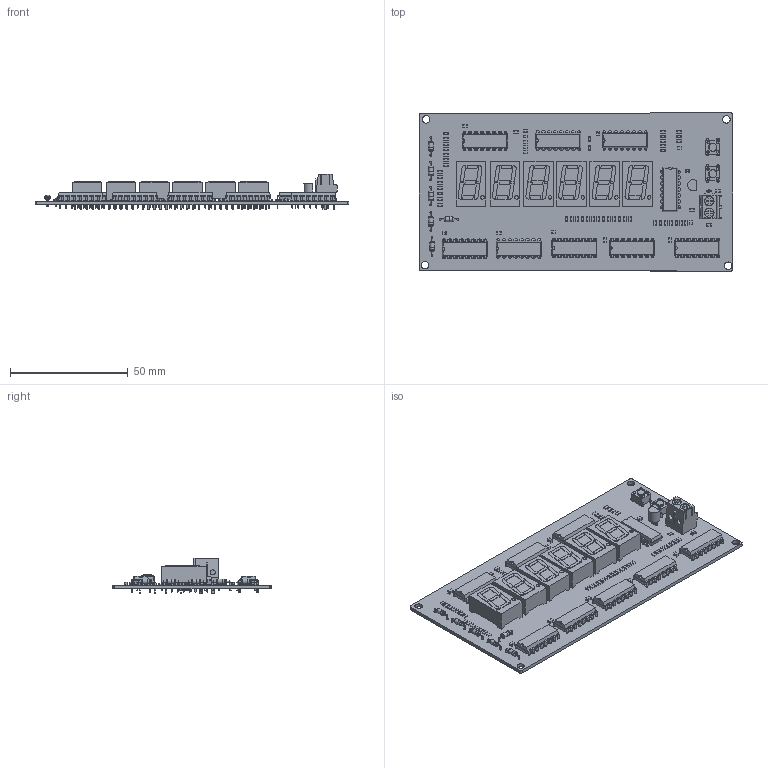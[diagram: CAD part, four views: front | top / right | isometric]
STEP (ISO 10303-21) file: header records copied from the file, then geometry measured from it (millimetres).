
FILE_DESCRIPTION(('KiCad electronic assembly'),'2;1');
FILE_NAME('v1.step','2025-11-27T23:58:36',('Pcbnew'),('Kicad'), 'Open CASCADE STEP processor 7.8','KiCad to STEP converter','Unknown' );
FILE_SCHEMA(('AUTOMOTIVE_DESIGN { 1 0 10303 214 1 1 1 1 }'));
Length unit declared in the file: millimetre
Products named in the file (13): v1 1; R_0805_2012Metric; DIP-16_W7.62mm; D_DO-35_SOD27_P7.62mm_Horizontal; C_0805_2012Metric; 7SegmentLED_LTS6760_LTS6780; TerminalBlock_Phoenix_PT-1,5-2-5.0-H_1x02_P5.00mm_Horizontal; TO-92_Inline; DIP-14_W7.62mm; SW_PUSH_6mm; Crystal_DS10_D1.0mm_L4.3mm_Vertical; LED_0805_2012Metric; v1_PCB
Assembly tree (90 placements, depth 2):
  v1 1
    R_0805_2012Metric  x52
    DIP-16_W7.62mm  x8
    D_DO-35_SOD27_P7.62mm_Horizontal  x6
    C_0805_2012Metric  x10
    7SegmentLED_LTS6760_LTS6780  x6
    TerminalBlock_Phoenix_PT-1,5-2-5.0-H_1x02_P5.00mm_Horizontal
    TO-92_Inline
    DIP-14_W7.62mm
    SW_PUSH_6mm  x2
    Crystal_DS10_D1.0mm_L4.3mm_Vertical
    LED_0805_2012Metric
    v1_PCB
Bounding box: 133.47 x 67.25 x 15.16 mm (x, y, z)
Volume: 28371.2 mm3; surface area: 33133 mm2
Topology: 96 solids, 96 shells, 5496 faces, 14419 edges, 9247 vertices
Faces by surface type: plane 3863, cylinder 1341, bspline 250, torus 34, sphere 6, revolution 2
Full cylindrical faces by diameter (mm): 0.5 x80, 0.75 x3, 0.8 x214, 1 x11, 1.1 x8, 1.3 x2, 1.5 x6, 2 x12, 2.02 x6, 2.2 x2, 3.2 x4, 3.5 x2, 3.8 x2, 4 x2
Entity records: 50534 total; most frequent: CARTESIAN_POINT 8250, DIRECTION 7049, ORIENTED_EDGE 6992, EDGE_CURVE 3496, LINE 2513, VECTOR 2513, AXIS2_PLACEMENT_3D 2267, VERTEX_POINT 2252
